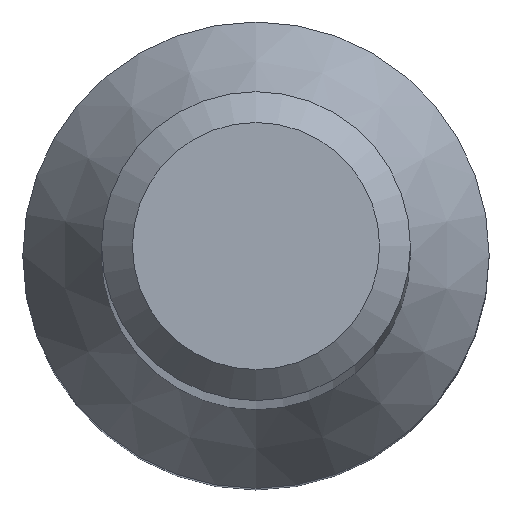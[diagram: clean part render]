
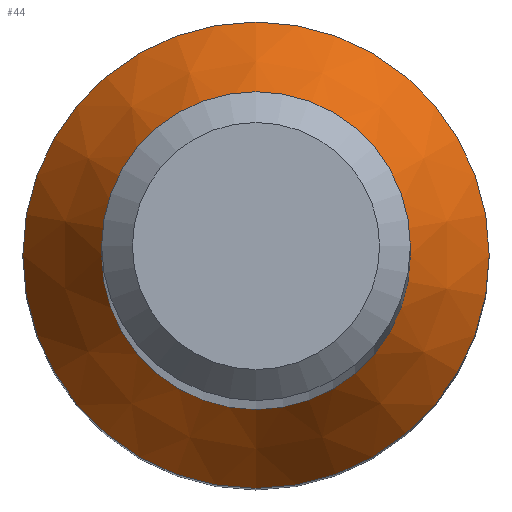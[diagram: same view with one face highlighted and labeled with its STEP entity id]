
A CAD part, top view. The second image highlights one B-rep face of the part: STEP entity #44.
In plain terms, the highlighted conical face has half-angle 30 degrees and reference radius 3.02 mm.
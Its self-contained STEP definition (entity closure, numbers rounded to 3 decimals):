
#10 = ORIENTED_EDGE ( 'NONE', *, *, #55, .F. ) ;
#18 = CONICAL_SURFACE ( 'NONE', #95, 3.02, 0.524 ) ;
#29 = EDGE_LOOP ( 'NONE', ( #10 ) ) ;
#41 = DIRECTION ( 'NONE',  ( 0., 1., 0. ) ) ;
#44 = ADVANCED_FACE ( 'NONE', ( #56, #97 ), #18, .T. ) ;
#55 = EDGE_CURVE ( 'NONE', #65, #65, #64, .T. ) ;
#56 = FACE_BOUND ( 'NONE', #239, .T. ) ;
#62 = EDGE_CURVE ( 'NONE', #132, #132, #114, .T. ) ;
#64 = CIRCLE ( 'NONE', #238, 3.02 ) ;
#65 = VERTEX_POINT ( 'NONE', #88 ) ;
#88 = CARTESIAN_POINT ( 'NONE',  ( 0., 3.02, 12.225 ) ) ;
#95 = AXIS2_PLACEMENT_3D ( 'NONE', #137, #208, #130 ) ;
#97 = FACE_OUTER_BOUND ( 'NONE', #29, .T. ) ;
#101 = CARTESIAN_POINT ( 'NONE',  ( 0., 0., 13.992 ) ) ;
#104 = DIRECTION ( 'NONE',  ( 0., 1., 0. ) ) ;
#114 = CIRCLE ( 'NONE', #184, 2. ) ;
#130 = DIRECTION ( 'NONE',  ( 0., 1., 0. ) ) ;
#132 = VERTEX_POINT ( 'NONE', #235 ) ;
#137 = CARTESIAN_POINT ( 'NONE',  ( 0., 0., 12.225 ) ) ;
#150 = ORIENTED_EDGE ( 'NONE', *, *, #62, .T. ) ;
#153 = DIRECTION ( 'NONE',  ( 0., 0., -1. ) ) ;
#184 = AXIS2_PLACEMENT_3D ( 'NONE', #101, #240, #41 ) ;
#194 = CARTESIAN_POINT ( 'NONE',  ( 0., 0., 12.225 ) ) ;
#208 = DIRECTION ( 'NONE',  ( 0., 0., -1. ) ) ;
#235 = CARTESIAN_POINT ( 'NONE',  ( 0., 2., 13.992 ) ) ;
#238 = AXIS2_PLACEMENT_3D ( 'NONE', #194, #153, #104 ) ;
#239 = EDGE_LOOP ( 'NONE', ( #150 ) ) ;
#240 = DIRECTION ( 'NONE',  ( 0., 0., -1. ) ) ;
